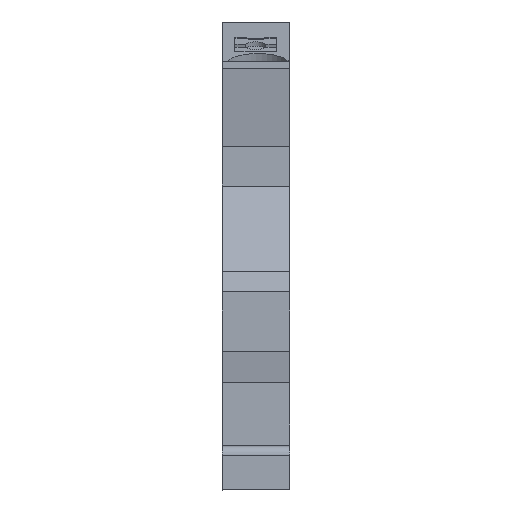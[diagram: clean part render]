
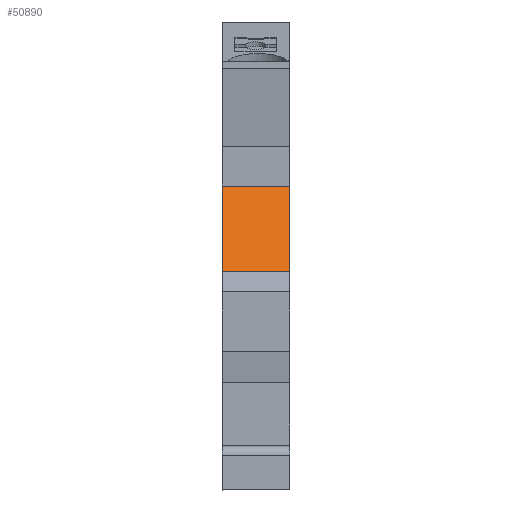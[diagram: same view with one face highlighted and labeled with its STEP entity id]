
A CAD part, front view. The second image highlights one B-rep face of the part: STEP entity #50890.
In plain terms, the highlighted face is planar.
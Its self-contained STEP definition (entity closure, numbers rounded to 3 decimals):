
#3530=CARTESIAN_POINT('',(-97.783,29.671,
0.95));
#3540=VERTEX_POINT('',#3530);
#3570=CARTESIAN_POINT('',(-103.661,15.823,
0.95));
#3580=DIRECTION('',(-0.391,-0.921,
0.));
#3590=VECTOR('',#3580,1.);
#3600=LINE('',#3570,#3590);
#3610=CARTESIAN_POINT('',(-94.491,37.426,
0.95));
#3620=VERTEX_POINT('',#3610);
#3630=EDGE_CURVE('',#3620,#3540,#3600,.T.);
#16620=CARTESIAN_POINT('',(-94.491,37.426,
-5.2));
#16630=VERTEX_POINT('',#16620);
#16660=CARTESIAN_POINT('',(-103.661,15.823,
-5.2));
#16670=DIRECTION('',(-0.391,-0.921,
0.));
#16680=VECTOR('',#16670,1.);
#16690=LINE('',#16660,#16680);
#16700=CARTESIAN_POINT('',(-97.783,29.671,
-5.2));
#16710=VERTEX_POINT('',#16700);
#16720=EDGE_CURVE('',#16630,#16710,#16690,.T.);
#20950=CARTESIAN_POINT('',(-97.783,29.671,
0.95));
#20960=DIRECTION('',(0.,0.,1.));
#20970=VECTOR('',#20960,1.);
#20980=LINE('',#20950,#20970);
#20990=EDGE_CURVE('',#16710,#3540,#20980,.T.);
#50730=CARTESIAN_POINT('',(-97.783,29.671,
0.95));
#50740=DIRECTION('',(0.921,-0.391,
0.));
#50750=DIRECTION('',(-0.391,-0.921,
0.));
#50760=AXIS2_PLACEMENT_3D('',#50730,#50740,#50750);
#50770=PLANE('',#50760);
#50780=ORIENTED_EDGE('',*,*,#3630,.F.);
#50790=ORIENTED_EDGE('',*,*,#20990,.T.);
#50800=ORIENTED_EDGE('',*,*,#16720,.T.);
#50810=CARTESIAN_POINT('',(-94.491,37.426,
0.95));
#50820=DIRECTION('',(0.,0.,-1.));
#50830=VECTOR('',#50820,1.);
#50840=LINE('',#50810,#50830);
#50850=EDGE_CURVE('',#3620,#16630,#50840,.T.);
#50860=ORIENTED_EDGE('',*,*,#50850,.T.);
#50870=EDGE_LOOP('',(#50860,#50800,#50790,#50780));
#50880=FACE_OUTER_BOUND('',#50870,.T.);
#50890=ADVANCED_FACE('',(#50880),#50770,.F.);
